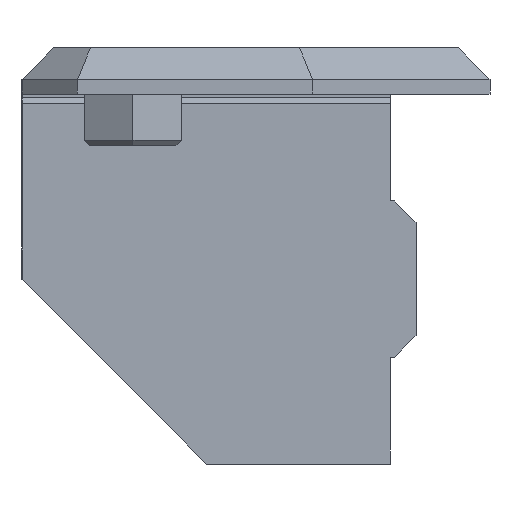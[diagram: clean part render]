
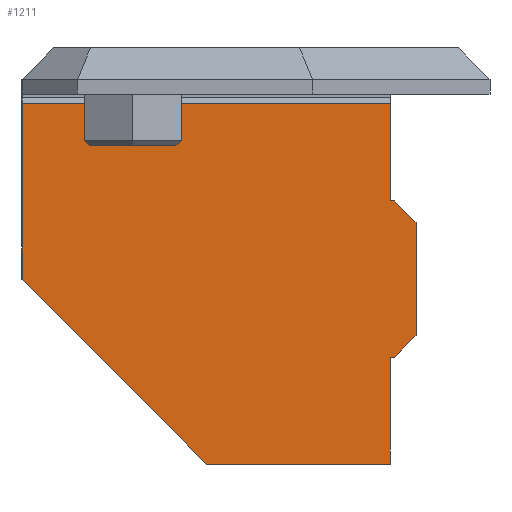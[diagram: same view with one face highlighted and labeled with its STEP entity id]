
A CAD part, front view. The second image highlights one B-rep face of the part: STEP entity #1211.
In plain terms, the highlighted planar face has unit normal (0, -1, 0).
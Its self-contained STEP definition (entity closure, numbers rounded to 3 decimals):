
#66=FACE_OUTER_BOUND('',#138,.T.);
#138=EDGE_LOOP('',(#963,#964,#965,#966,#967,#968,#969,#970,#971,#972,#973));
#184=LINE('',#1679,#346);
#188=LINE('',#1686,#350);
#204=LINE('',#1719,#366);
#282=LINE('',#1875,#444);
#283=LINE('',#1878,#445);
#285=LINE('',#1882,#447);
#286=LINE('',#1884,#448);
#287=LINE('',#1886,#449);
#288=LINE('',#1888,#450);
#289=LINE('',#1890,#451);
#290=LINE('',#1891,#452);
#346=VECTOR('',#1358,10.);
#350=VECTOR('',#1364,10.);
#366=VECTOR('',#1388,10.);
#444=VECTOR('',#1524,10.);
#445=VECTOR('',#1527,10.);
#447=VECTOR('',#1531,10.);
#448=VECTOR('',#1532,10.);
#449=VECTOR('',#1533,10.);
#450=VECTOR('',#1534,10.);
#451=VECTOR('',#1535,10.);
#452=VECTOR('',#1536,10.);
#505=VERTEX_POINT('',#1676);
#506=VERTEX_POINT('',#1678);
#508=VERTEX_POINT('',#1684);
#521=VERTEX_POINT('',#1718);
#570=VERTEX_POINT('',#1873);
#571=VERTEX_POINT('',#1877);
#572=VERTEX_POINT('',#1881);
#573=VERTEX_POINT('',#1883);
#574=VERTEX_POINT('',#1885);
#575=VERTEX_POINT('',#1887);
#576=VERTEX_POINT('',#1889);
#614=EDGE_CURVE('',#505,#506,#184,.T.);
#618=EDGE_CURVE('',#508,#505,#188,.T.);
#634=EDGE_CURVE('',#521,#506,#204,.T.);
#714=EDGE_CURVE('',#570,#521,#282,.T.);
#715=EDGE_CURVE('',#570,#571,#283,.T.);
#717=EDGE_CURVE('',#572,#508,#285,.T.);
#718=EDGE_CURVE('',#573,#572,#286,.T.);
#719=EDGE_CURVE('',#574,#573,#287,.T.);
#720=EDGE_CURVE('',#575,#574,#288,.T.);
#721=EDGE_CURVE('',#576,#575,#289,.T.);
#722=EDGE_CURVE('',#571,#576,#290,.T.);
#963=ORIENTED_EDGE('',*,*,#614,.F.);
#964=ORIENTED_EDGE('',*,*,#618,.F.);
#965=ORIENTED_EDGE('',*,*,#717,.F.);
#966=ORIENTED_EDGE('',*,*,#718,.F.);
#967=ORIENTED_EDGE('',*,*,#719,.F.);
#968=ORIENTED_EDGE('',*,*,#720,.F.);
#969=ORIENTED_EDGE('',*,*,#721,.F.);
#970=ORIENTED_EDGE('',*,*,#722,.F.);
#971=ORIENTED_EDGE('',*,*,#715,.F.);
#972=ORIENTED_EDGE('',*,*,#714,.T.);
#973=ORIENTED_EDGE('',*,*,#634,.T.);
#1144=PLANE('',#1300);
#1211=ADVANCED_FACE('',(#66),#1144,.T.);
#1300=AXIS2_PLACEMENT_3D('',#1880,#1529,#1530);
#1358=DIRECTION('',(-0.707,0.,0.707));
#1364=DIRECTION('',(-1.,0.,0.));
#1388=DIRECTION('',(0.,0.,-1.));
#1524=DIRECTION('',(-1.,0.,0.));
#1527=DIRECTION('',(0.,0.,-1.));
#1529=DIRECTION('center_axis',(0.,-1.,0.));
#1530=DIRECTION('ref_axis',(-1.,0.,0.));
#1531=DIRECTION('',(0.,0.,-1.));
#1532=DIRECTION('',(-1.,0.,0.));
#1533=DIRECTION('',(-0.707,0.,-0.707));
#1534=DIRECTION('',(0.,0.,-1.));
#1535=DIRECTION('',(0.707,0.,-0.707));
#1536=DIRECTION('',(1.,0.,0.));
#1676=CARTESIAN_POINT('',(10.,14.55,-20.));
#1678=CARTESIAN_POINT('',(0.,14.55,-10.));
#1679=CARTESIAN_POINT('',(4.975,14.55,-14.975));
#1684=CARTESIAN_POINT('',(19.9,14.55,-20.));
#1686=CARTESIAN_POINT('',(0.,14.55,-20.));
#1718=CARTESIAN_POINT('',(0.,14.55,-0.5));
#1719=CARTESIAN_POINT('',(0.,14.55,0.));
#1873=CARTESIAN_POINT('',(19.9,14.55,-0.5));
#1875=CARTESIAN_POINT('',(9.95,14.55,-0.5));
#1877=CARTESIAN_POINT('',(19.9,14.55,-5.775));
#1878=CARTESIAN_POINT('',(19.9,14.55,0.));
#1880=CARTESIAN_POINT('Origin',(19.9,14.55,0.));
#1881=CARTESIAN_POINT('',(19.9,14.55,-14.225));
#1882=CARTESIAN_POINT('',(19.9,14.55,0.));
#1883=CARTESIAN_POINT('',(20.125,14.55,-14.225));
#1884=CARTESIAN_POINT('',(20.25,14.55,-14.225));
#1885=CARTESIAN_POINT('',(21.3,14.55,-13.05));
#1886=CARTESIAN_POINT('',(21.3,14.55,-13.05));
#1887=CARTESIAN_POINT('',(21.3,14.55,-6.95));
#1888=CARTESIAN_POINT('',(21.3,14.55,-11.525));
#1889=CARTESIAN_POINT('',(20.125,14.55,-5.775));
#1890=CARTESIAN_POINT('',(21.888,14.55,-7.538));
#1891=CARTESIAN_POINT('',(20.363,14.55,-5.775));
